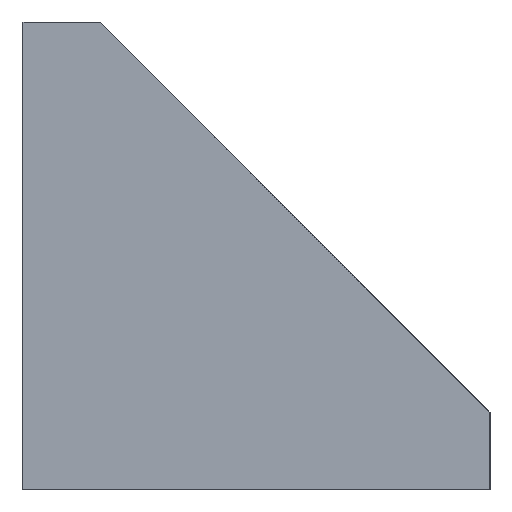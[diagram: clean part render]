
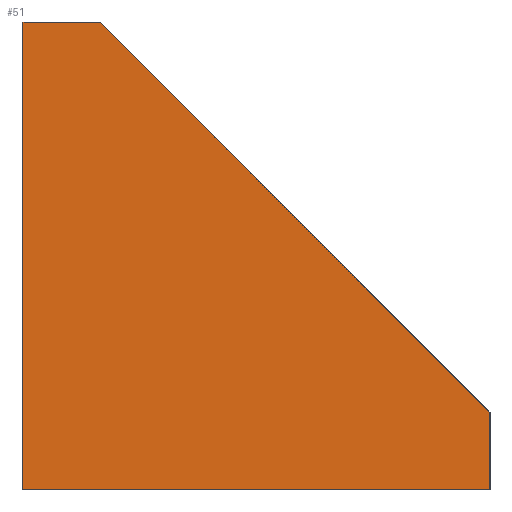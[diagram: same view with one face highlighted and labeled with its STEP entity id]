
A CAD part, left-side view. The second image highlights one B-rep face of the part: STEP entity #51.
In plain terms, the highlighted planar face has unit normal (-1, 0, 0).
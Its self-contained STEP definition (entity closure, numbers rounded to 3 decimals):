
#1 = VECTOR ( 'NONE', #343, 1000. ) ;
#24 = CARTESIAN_POINT ( 'NONE',  ( -60., 10., 0. ) ) ;
#33 = LINE ( 'NONE', #361, #326 ) ;
#38 = ORIENTED_EDGE ( 'NONE', *, *, #183, .T. ) ;
#51 = ADVANCED_FACE ( 'NONE', ( #272 ), #392, .T. ) ;
#53 = EDGE_CURVE ( 'NONE', #362, #353, #474, .T. ) ;
#59 = EDGE_CURVE ( 'NONE', #378, #417, #266, .T. ) ;
#62 = ORIENTED_EDGE ( 'NONE', *, *, #53, .F. ) ;
#64 = CARTESIAN_POINT ( 'NONE',  ( -60., -15., -30. ) ) ;
#95 = EDGE_CURVE ( 'NONE', #447, #362, #126, .T. ) ;
#115 = DIRECTION ( 'NONE',  ( 0., 0., 1. ) ) ;
#122 = LINE ( 'NONE', #357, #524 ) ;
#126 = LINE ( 'NONE', #514, #499 ) ;
#183 = EDGE_CURVE ( 'NONE', #417, #353, #33, .T. ) ;
#187 = DIRECTION ( 'NONE',  ( 0., 0., 1. ) ) ;
#217 = CARTESIAN_POINT ( 'NONE',  ( -60., -15., -25. ) ) ;
#218 = CARTESIAN_POINT ( 'NONE',  ( -60., 15., 0. ) ) ;
#224 = CARTESIAN_POINT ( 'NONE',  ( -60., 15., 0. ) ) ;
#233 = DIRECTION ( 'NONE',  ( 0., -1., 0. ) ) ;
#240 = ORIENTED_EDGE ( 'NONE', *, *, #59, .T. ) ;
#250 = ORIENTED_EDGE ( 'NONE', *, *, #95, .F. ) ;
#254 = DIRECTION ( 'NONE',  ( 0., 0.707, 0.707 ) ) ;
#266 = LINE ( 'NONE', #64, #303 ) ;
#272 = FACE_OUTER_BOUND ( 'NONE', #496, .T. ) ;
#274 = DIRECTION ( 'NONE',  ( 0., 0., 1. ) ) ;
#303 = VECTOR ( 'NONE', #187, 1000. ) ;
#314 = CARTESIAN_POINT ( 'NONE',  ( -60., 15., -30. ) ) ;
#321 = ORIENTED_EDGE ( 'NONE', *, *, #495, .T. ) ;
#326 = VECTOR ( 'NONE', #254, 1000. ) ;
#343 = DIRECTION ( 'NONE',  ( 0., -1., 0. ) ) ;
#353 = VERTEX_POINT ( 'NONE', #24 ) ;
#354 = AXIS2_PLACEMENT_3D ( 'NONE', #473, #506, #274 ) ;
#357 = CARTESIAN_POINT ( 'NONE',  ( -60., 15., -30. ) ) ;
#361 = CARTESIAN_POINT ( 'NONE',  ( -60., -2.5, -12.5 ) ) ;
#362 = VERTEX_POINT ( 'NONE', #224 ) ;
#378 = VERTEX_POINT ( 'NONE', #385 ) ;
#385 = CARTESIAN_POINT ( 'NONE',  ( -60., -15., -30. ) ) ;
#392 = PLANE ( 'NONE',  #354 ) ;
#417 = VERTEX_POINT ( 'NONE', #217 ) ;
#447 = VERTEX_POINT ( 'NONE', #314 ) ;
#473 = CARTESIAN_POINT ( 'NONE',  ( -60., 15., -30. ) ) ;
#474 = LINE ( 'NONE', #218, #1 ) ;
#495 = EDGE_CURVE ( 'NONE', #447, #378, #122, .T. ) ;
#496 = EDGE_LOOP ( 'NONE', ( #240, #38, #62, #250, #321 ) ) ;
#499 = VECTOR ( 'NONE', #115, 1000. ) ;
#506 = DIRECTION ( 'NONE',  ( -1., 0., 0. ) ) ;
#514 = CARTESIAN_POINT ( 'NONE',  ( -60., 15., -30. ) ) ;
#524 = VECTOR ( 'NONE', #233, 1000. ) ;
